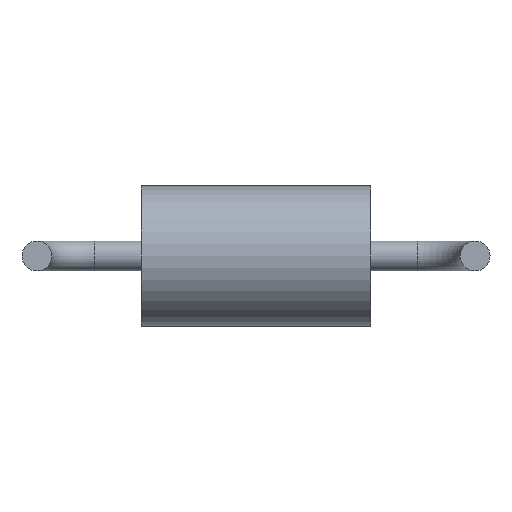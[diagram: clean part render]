
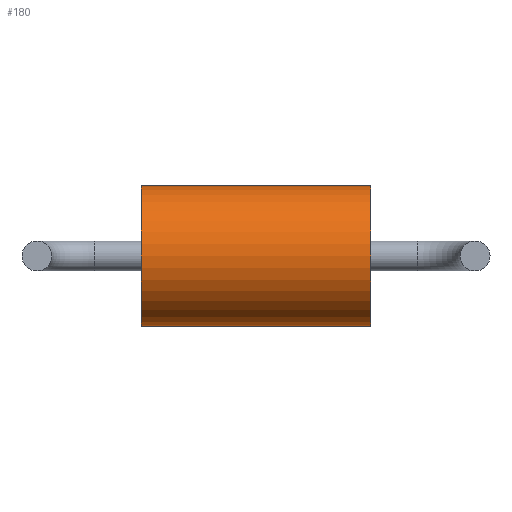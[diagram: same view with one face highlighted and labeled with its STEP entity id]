
A CAD part, front view. The second image highlights one B-rep face of the part: STEP entity #180.
In plain terms, the highlighted cylindrical face has radius 1.22 mm (diameter 2.44 mm), a full revolution.
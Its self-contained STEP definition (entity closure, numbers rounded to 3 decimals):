
#8 = AXIS2_PLACEMENT_3D ( 'NONE', #378, #138, #345 ) ;
#49 = ORIENTED_EDGE ( 'NONE', *, *, #354, .T. ) ;
#69 = CARTESIAN_POINT ( 'NONE',  ( -2., 7.5, 0. ) ) ;
#82 = AXIS2_PLACEMENT_3D ( 'NONE', #69, #282, #99 ) ;
#99 = DIRECTION ( 'NONE',  ( 0., 0., 1. ) ) ;
#104 = CIRCLE ( 'NONE', #8, 1.22 ) ;
#105 = DIRECTION ( 'NONE',  ( 0., 0., 1. ) ) ;
#114 = FACE_OUTER_BOUND ( 'NONE', #259, .T. ) ;
#138 = DIRECTION ( 'NONE',  ( -1., 0., 0. ) ) ;
#145 = VERTEX_POINT ( 'NONE', #200 ) ;
#153 = EDGE_LOOP ( 'NONE', ( #49 ) ) ;
#180 = ADVANCED_FACE ( 'NONE', ( #391, #114 ), #316, .T. ) ;
#184 = CIRCLE ( 'NONE', #82, 1.22 ) ;
#185 = AXIS2_PLACEMENT_3D ( 'NONE', #451, #383, #105 ) ;
#200 = CARTESIAN_POINT ( 'NONE',  ( -2., 7.5, 1.22 ) ) ;
#207 = ORIENTED_EDGE ( 'NONE', *, *, #353, .T. ) ;
#240 = VERTEX_POINT ( 'NONE', #275 ) ;
#259 = EDGE_LOOP ( 'NONE', ( #207 ) ) ;
#275 = CARTESIAN_POINT ( 'NONE',  ( 2., 7.5, 1.22 ) ) ;
#282 = DIRECTION ( 'NONE',  ( 1., 0., 0. ) ) ;
#316 = CYLINDRICAL_SURFACE ( 'NONE', #185, 1.22 ) ;
#345 = DIRECTION ( 'NONE',  ( 0., 0., 1. ) ) ;
#353 = EDGE_CURVE ( 'NONE', #240, #240, #104, .T. ) ;
#354 = EDGE_CURVE ( 'NONE', #145, #145, #184, .T. ) ;
#378 = CARTESIAN_POINT ( 'NONE',  ( 2., 7.5, 0. ) ) ;
#383 = DIRECTION ( 'NONE',  ( -1., 0., 0. ) ) ;
#391 = FACE_OUTER_BOUND ( 'NONE', #153, .T. ) ;
#451 = CARTESIAN_POINT ( 'NONE',  ( 2., 7.5, 0. ) ) ;
